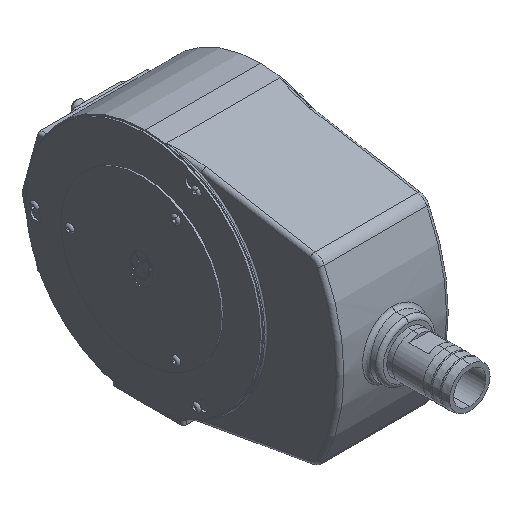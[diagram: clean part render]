
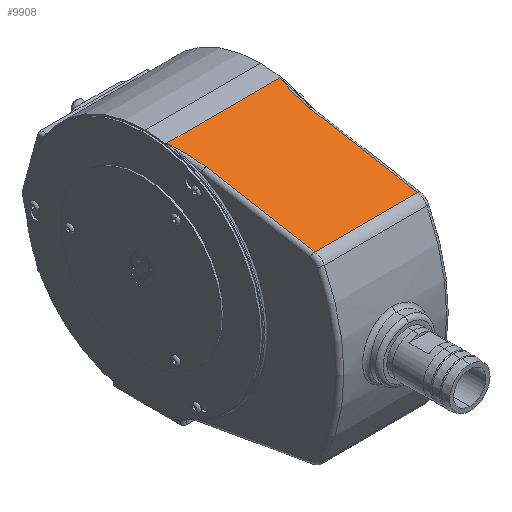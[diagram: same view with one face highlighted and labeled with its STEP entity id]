
A CAD part, isometric view. The second image highlights one B-rep face of the part: STEP entity #9908.
In plain terms, the highlighted planar face has unit normal (0, -0.174, 0.985).
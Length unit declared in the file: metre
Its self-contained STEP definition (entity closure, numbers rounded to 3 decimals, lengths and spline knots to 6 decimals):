
#249 = CARTESIAN_POINT ( 'NONE',  ( 0.040973, -0.031509, 0.088371 ) ) ;
#260 = VERTEX_POINT ( 'NONE', #8382 ) ;
#443 = EDGE_CURVE ( 'NONE', #8614, #6731, #6916, .T. ) ;
#504 = FACE_OUTER_BOUND ( 'NONE', #14006, .T. ) ;
#728 = CARTESIAN_POINT ( 'NONE',  ( -0.040643, -0.033736, 0.087978 ) ) ;
#782 = CARTESIAN_POINT ( 'NONE',  ( -0.040279, -0.037092, 0.087387 ) ) ;
#997 = CARTESIAN_POINT ( 'NONE',  ( 0.04, -0.042707, 0.086397 ) ) ;
#1381 = EDGE_CURVE ( 'NONE', #14789, #7884, #4433, .T. ) ;
#1740 = CARTESIAN_POINT ( 'NONE',  ( 0.04, -0.029493, 0.088726 ) ) ;
#1939 = DIRECTION ( 'NONE',  ( -1., 0., 0. ) ) ;
#1971 = EDGE_CURVE ( 'NONE', #12791, #260, #2241, .T. ) ;
#1975 = CARTESIAN_POINT ( 'NONE',  ( -0.040041, -0.040456, 0.086793 ) ) ;
#2241 = LINE ( 'NONE', #7494, #9422 ) ;
#2595 = CARTESIAN_POINT ( 'NONE',  ( 0.042107, -0.02486, 0.089544 ) ) ;
#2746 = CARTESIAN_POINT ( 'NONE',  ( 0.04, -0.042707, 0.086397 ) ) ;
#3160 = ORIENTED_EDGE ( 'NONE', *, *, #443, .T. ) ;
#3277 = EDGE_CURVE ( 'NONE', #12791, #8614, #6286, .T. ) ;
#3422 = CARTESIAN_POINT ( 'NONE',  ( -0.04, -0.042707, 0.086397 ) ) ;
#3565 = CARTESIAN_POINT ( 'NONE',  ( 0.044, -0.016062, 0.091095 ) ) ;
#3726 = DIRECTION ( 'NONE',  ( 0., 0.174, -0.985 ) ) ;
#3773 = PLANE ( 'NONE',  #3783 ) ;
#3783 = AXIS2_PLACEMENT_3D ( 'NONE', #12471, #3726, #14972 ) ;
#4433 = B_SPLINE_CURVE_WITH_KNOTS ( 'NONE', 3,
 ( #13156, #4637, #13302, #4474, #8173, #7021, #728, #782, #11952, #1975, #7146, #6970 ),
 .UNSPECIFIED., .F., .F.,
 ( 4, 2, 2, 2, 2, 4 ),
 ( -0.00006, 0.006786, 0.013631, 0.020477, 0.0239, 0.027323 ),
 .UNSPECIFIED. ) ;
#4474 = CARTESIAN_POINT ( 'NONE',  ( -0.042156, -0.024869, 0.089542 ) ) ;
#4637 = CARTESIAN_POINT ( 'NONE',  ( -0.043528, -0.018261, 0.090707 ) ) ;
#5136 = VECTOR ( 'NONE', #6823, 1. ) ;
#5336 = VECTOR ( 'NONE', #10167, 1. ) ;
#5994 = LINE ( 'NONE', #13017, #12412 ) ;
#6286 = LINE ( 'NONE', #1740, #5136 ) ;
#6731 = VERTEX_POINT ( 'NONE', #3565 ) ;
#6823 = DIRECTION ( 'NONE',  ( 0., 0.985, 0.174 ) ) ;
#6899 = EDGE_CURVE ( 'NONE', #6731, #14789, #8642, .T. ) ;
#6916 = B_SPLINE_CURVE_WITH_KNOTS ( 'NONE', 3,
 ( #2746, #10128, #15134, #7692, #10028, #13782, #249, #2595, #7541, #9971 ),
 .UNSPECIFIED., .F., .F.,
 ( 4, 2, 2, 2, 4 ),
 ( 0., 0.003424, 0.006849, 0.013697, 0.027395 ),
 .UNSPECIFIED. ) ;
#6970 = CARTESIAN_POINT ( 'NONE',  ( -0.04, -0.042707, 0.086397 ) ) ;
#7021 = CARTESIAN_POINT ( 'NONE',  ( -0.040973, -0.031509, 0.088371 ) ) ;
#7146 = CARTESIAN_POINT ( 'NONE',  ( -0.04, -0.04158, 0.086595 ) ) ;
#7494 = CARTESIAN_POINT ( 'NONE',  ( 0.043, -0.127454, 0.071453 ) ) ;
#7541 = CARTESIAN_POINT ( 'NONE',  ( 0.043056, -0.020462, 0.090319 ) ) ;
#7683 = CARTESIAN_POINT ( 'NONE',  ( 0.043, -0.016062, 0.091095 ) ) ;
#7692 = CARTESIAN_POINT ( 'NONE',  ( 0.04018, -0.038212, 0.087189 ) ) ;
#7884 = VERTEX_POINT ( 'NONE', #3422 ) ;
#8173 = CARTESIAN_POINT ( 'NONE',  ( -0.041729, -0.027076, 0.089153 ) ) ;
#8187 = CARTESIAN_POINT ( 'NONE',  ( -0.044, -0.016062, 0.091095 ) ) ;
#8382 = CARTESIAN_POINT ( 'NONE',  ( -0.04, -0.127454, 0.071453 ) ) ;
#8415 = ORIENTED_EDGE ( 'NONE', *, *, #11496, .T. ) ;
#8614 = VERTEX_POINT ( 'NONE', #997 ) ;
#8642 = LINE ( 'NONE', #7683, #5336 ) ;
#8830 = CARTESIAN_POINT ( 'NONE',  ( 0.04, -0.127454, 0.071453 ) ) ;
#9422 = VECTOR ( 'NONE', #1939, 1. ) ;
#9537 = ORIENTED_EDGE ( 'NONE', *, *, #3277, .T. ) ;
#9908 = ADVANCED_FACE ( 'NONE', ( #504 ), #3773, .F. ) ;
#9971 = CARTESIAN_POINT ( 'NONE',  ( 0.044, -0.016062, 0.091095 ) ) ;
#10028 = CARTESIAN_POINT ( 'NONE',  ( 0.040279, -0.037092, 0.087387 ) ) ;
#10128 = CARTESIAN_POINT ( 'NONE',  ( 0.04, -0.04158, 0.086595 ) ) ;
#10167 = DIRECTION ( 'NONE',  ( -1., 0., 0. ) ) ;
#11496 = EDGE_CURVE ( 'NONE', #7884, #260, #5994, .T. ) ;
#11658 = DIRECTION ( 'NONE',  ( 0., -0.985, -0.174 ) ) ;
#11952 = CARTESIAN_POINT ( 'NONE',  ( -0.04018, -0.038212, 0.087189 ) ) ;
#12412 = VECTOR ( 'NONE', #11658, 1. ) ;
#12471 = CARTESIAN_POINT ( 'NONE',  ( 0.043, -0.016062, 0.091095 ) ) ;
#12791 = VERTEX_POINT ( 'NONE', #8830 ) ;
#13017 = CARTESIAN_POINT ( 'NONE',  ( -0.04, -0.127454, 0.071453 ) ) ;
#13156 = CARTESIAN_POINT ( 'NONE',  ( -0.044, -0.016062, 0.091095 ) ) ;
#13302 = CARTESIAN_POINT ( 'NONE',  ( -0.043056, -0.020461, 0.090319 ) ) ;
#13782 = CARTESIAN_POINT ( 'NONE',  ( 0.040643, -0.033736, 0.087978 ) ) ;
#14006 = EDGE_LOOP ( 'NONE', ( #8415, #14808, #9537, #3160, #14515, #14461 ) ) ;
#14461 = ORIENTED_EDGE ( 'NONE', *, *, #1381, .T. ) ;
#14515 = ORIENTED_EDGE ( 'NONE', *, *, #6899, .T. ) ;
#14789 = VERTEX_POINT ( 'NONE', #8187 ) ;
#14808 = ORIENTED_EDGE ( 'NONE', *, *, #1971, .F. ) ;
#14972 = DIRECTION ( 'NONE',  ( 0., 0.985, 0.174 ) ) ;
#15134 = CARTESIAN_POINT ( 'NONE',  ( 0.040041, -0.040456, 0.086793 ) ) ;
